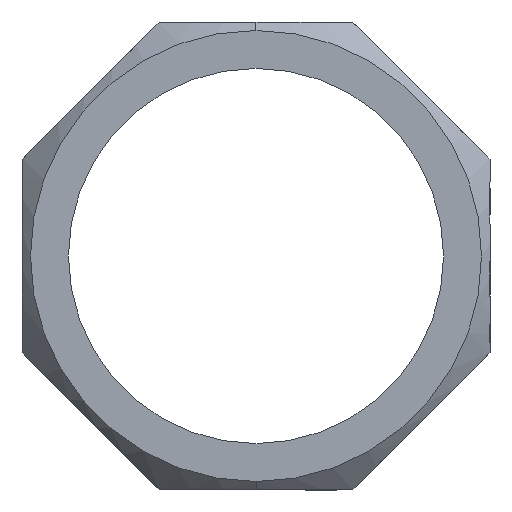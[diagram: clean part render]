
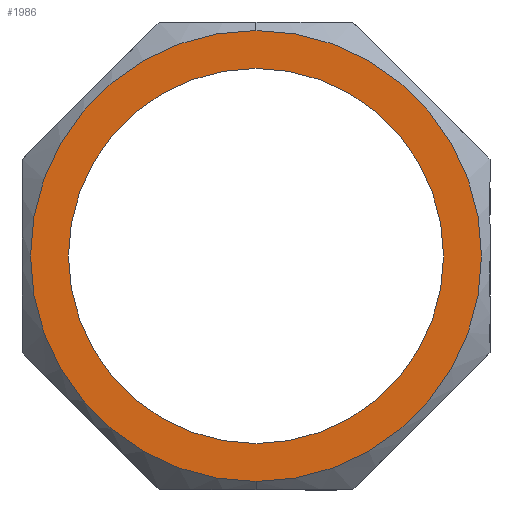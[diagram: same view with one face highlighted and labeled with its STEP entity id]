
A CAD part, left-side view. The second image highlights one B-rep face of the part: STEP entity #1986.
In plain terms, the highlighted planar face has unit normal (-1, 0, 0).
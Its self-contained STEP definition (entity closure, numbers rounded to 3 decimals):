
#71 = EDGE_CURVE ( 'NONE', #3505, #1269, #1420, .T. ) ;
#176 = EDGE_CURVE ( 'NONE', #3573, #804, #2319, .T. ) ;
#335 = CARTESIAN_POINT ( 'NONE',  ( -12.5, 0., 0. ) ) ;
#531 = DIRECTION ( 'NONE',  ( 1., 0., 0. ) ) ;
#549 = CARTESIAN_POINT ( 'NONE',  ( -12.5, 0., 0. ) ) ;
#629 = DIRECTION ( 'NONE',  ( 0., 0., -1. ) ) ;
#804 = VERTEX_POINT ( 'NONE', #821 ) ;
#821 = CARTESIAN_POINT ( 'NONE',  ( -12.5, 0., -27.25 ) ) ;
#960 = DIRECTION ( 'NONE',  ( 0., 0., -1. ) ) ;
#976 = DIRECTION ( 'NONE',  ( 1., 0., 0. ) ) ;
#988 = ORIENTED_EDGE ( 'NONE', *, *, #176, .T. ) ;
#1090 = CARTESIAN_POINT ( 'NONE',  ( -12.5, 0., -32.768 ) ) ;
#1114 = AXIS2_PLACEMENT_3D ( 'NONE', #1981, #976, #629 ) ;
#1141 = AXIS2_PLACEMENT_3D ( 'NONE', #335, #3940, #960 ) ;
#1229 = DIRECTION ( 'NONE',  ( 0., 0., -1. ) ) ;
#1269 = VERTEX_POINT ( 'NONE', #1476 ) ;
#1318 = FACE_OUTER_BOUND ( 'NONE', #3244, .T. ) ;
#1395 = EDGE_CURVE ( 'NONE', #804, #3573, #4102, .T. ) ;
#1420 = CIRCLE ( 'NONE', #1141, 32.768 ) ;
#1476 = CARTESIAN_POINT ( 'NONE',  ( -12.5, 0., 32.768 ) ) ;
#1725 = CARTESIAN_POINT ( 'NONE',  ( -12.5, 0., 27.25 ) ) ;
#1943 = DIRECTION ( 'NONE',  ( 1., 0., 0. ) ) ;
#1969 = FACE_BOUND ( 'NONE', #3568, .T. ) ;
#1981 = CARTESIAN_POINT ( 'NONE',  ( -12.5, 0., 0. ) ) ;
#1986 = ADVANCED_FACE ( 'NONE', ( #1969, #1318 ), #3899, .F. ) ;
#2262 = DIRECTION ( 'NONE',  ( 0., 0., -1. ) ) ;
#2319 = CIRCLE ( 'NONE', #2873, 27.25 ) ;
#2604 = CARTESIAN_POINT ( 'NONE',  ( -12.5, 0., 0. ) ) ;
#2626 = DIRECTION ( 'NONE',  ( 0., 0., -1. ) ) ;
#2742 = ORIENTED_EDGE ( 'NONE', *, *, #3248, .F. ) ;
#2873 = AXIS2_PLACEMENT_3D ( 'NONE', #2604, #1943, #2626 ) ;
#3244 = EDGE_LOOP ( 'NONE', ( #4168, #2742 ) ) ;
#3248 = EDGE_CURVE ( 'NONE', #1269, #3505, #3423, .T. ) ;
#3423 = CIRCLE ( 'NONE', #4132, 32.768 ) ;
#3505 = VERTEX_POINT ( 'NONE', #1090 ) ;
#3568 = EDGE_LOOP ( 'NONE', ( #988, #3740 ) ) ;
#3573 = VERTEX_POINT ( 'NONE', #1725 ) ;
#3740 = ORIENTED_EDGE ( 'NONE', *, *, #1395, .T. ) ;
#3899 = PLANE ( 'NONE',  #4100 ) ;
#3903 = CARTESIAN_POINT ( 'NONE',  ( -12.5, 0., 0. ) ) ;
#3940 = DIRECTION ( 'NONE',  ( 1., 0., 0. ) ) ;
#4100 = AXIS2_PLACEMENT_3D ( 'NONE', #549, #4225, #2262 ) ;
#4102 = CIRCLE ( 'NONE', #1114, 27.25 ) ;
#4132 = AXIS2_PLACEMENT_3D ( 'NONE', #3903, #531, #1229 ) ;
#4168 = ORIENTED_EDGE ( 'NONE', *, *, #71, .F. ) ;
#4225 = DIRECTION ( 'NONE',  ( 1., 0., 0. ) ) ;
